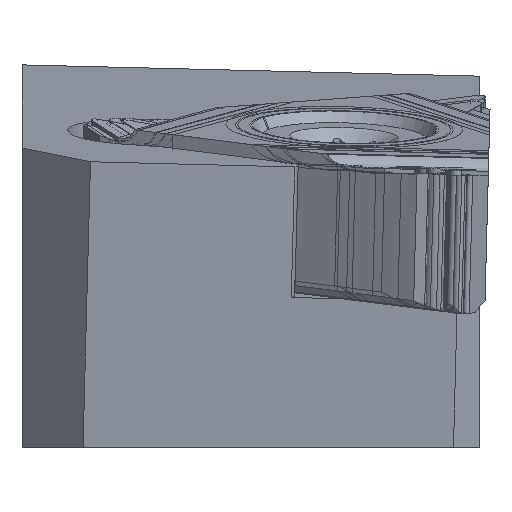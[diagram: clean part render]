
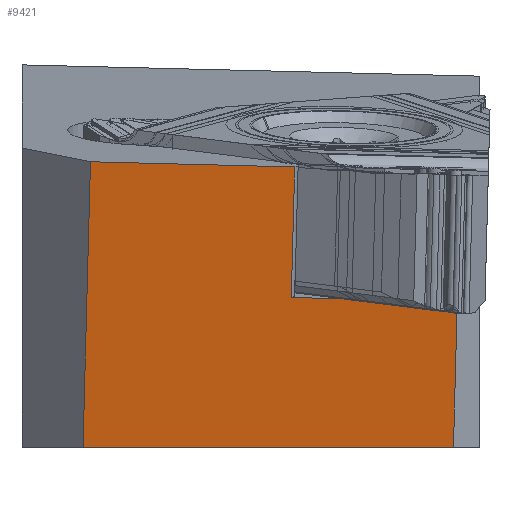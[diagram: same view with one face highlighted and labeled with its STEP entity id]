
A CAD part, left-side view. The second image highlights one B-rep face of the part: STEP entity #9421.
In plain terms, the highlighted planar face has unit normal (-0.985, 0, -0.174).
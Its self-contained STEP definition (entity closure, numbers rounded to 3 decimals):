
#126 = LINE ( 'NONE', #904, #11152 ) ;
#253 = CARTESIAN_POINT ( 'NONE',  ( 1.75, 4.31, -2.727 ) ) ;
#309 = LINE ( 'NONE', #2965, #6898 ) ;
#357 = VECTOR ( 'NONE', #2843, 1000. ) ;
#410 = VERTEX_POINT ( 'NONE', #4966 ) ;
#495 = VECTOR ( 'NONE', #10687, 1000. ) ;
#749 = PLANE ( 'NONE',  #4067 ) ;
#904 = CARTESIAN_POINT ( 'NONE',  ( 1.263, 0.605, 0.035 ) ) ;
#1014 = LINE ( 'NONE', #8210, #357 ) ;
#1655 = LINE ( 'NONE', #9973, #4007 ) ;
#1687 = DIRECTION ( 'NONE',  ( 0.174, 0., -0.985 ) ) ;
#1766 = EDGE_LOOP ( 'NONE', ( #6020, #5798, #9733, #4093, #10259, #8550 ) ) ;
#1834 = VERTEX_POINT ( 'NONE', #3561 ) ;
#2071 = EDGE_CURVE ( 'NONE', #10680, #410, #10164, .T. ) ;
#2078 = DIRECTION ( 'NONE',  ( 0.174, 0.026, -0.984 ) ) ;
#2334 = EDGE_CURVE ( 'NONE', #10680, #1834, #126, .T. ) ;
#2466 = EDGE_CURVE ( 'NONE', #410, #9482, #1014, .T. ) ;
#2722 = DIRECTION ( 'NONE',  ( 0.174, 0.026, -0.984 ) ) ;
#2843 = DIRECTION ( 'NONE',  ( 0.004, -1., -0.025 ) ) ;
#2965 = CARTESIAN_POINT ( 'NONE',  ( 0.783, 0.534, 2.759 ) ) ;
#3440 = VECTOR ( 'NONE', #7387, 1000. ) ;
#3511 = DIRECTION ( 'NONE',  ( 0.985, 0., 0.174 ) ) ;
#3561 = CARTESIAN_POINT ( 'NONE',  ( 1.227, 8.702, 0.241 ) ) ;
#3925 = EDGE_CURVE ( 'NONE', #1834, #5390, #1655, .T. ) ;
#4007 = VECTOR ( 'NONE', #2722, 1000. ) ;
#4067 = AXIS2_PLACEMENT_3D ( 'NONE', #4457, #3511, #1687 ) ;
#4093 = ORIENTED_EDGE ( 'NONE', *, *, #7526, .F. ) ;
#4457 = CARTESIAN_POINT ( 'NONE',  ( 0.783, 0.534, 2.759 ) ) ;
#4642 = CARTESIAN_POINT ( 'NONE',  ( 2.327, 8.866, -6. ) ) ;
#4966 = CARTESIAN_POINT ( 'NONE',  ( 1.75, 4.31, -2.727 ) ) ;
#5390 = VERTEX_POINT ( 'NONE', #4642 ) ;
#5798 = ORIENTED_EDGE ( 'NONE', *, *, #2334, .T. ) ;
#6020 = ORIENTED_EDGE ( 'NONE', *, *, #2071, .F. ) ;
#6332 = FACE_OUTER_BOUND ( 'NONE', #1766, .T. ) ;
#6898 = VECTOR ( 'NONE', #2078, 1000. ) ;
#7299 = CARTESIAN_POINT ( 'NONE',  ( 1.247, 4.236, 0.128 ) ) ;
#7387 = DIRECTION ( 'NONE',  ( 0.174, 0.026, -0.984 ) ) ;
#7526 = EDGE_CURVE ( 'NONE', #9076, #5390, #7857, .T. ) ;
#7857 = LINE ( 'NONE', #11452, #495 ) ;
#8025 = CARTESIAN_POINT ( 'NONE',  ( 2.327, 0.763, -6. ) ) ;
#8210 = CARTESIAN_POINT ( 'NONE',  ( 1.766, 0.68, -2.82 ) ) ;
#8550 = ORIENTED_EDGE ( 'NONE', *, *, #2466, .F. ) ;
#9066 = CARTESIAN_POINT ( 'NONE',  ( 1.766, 0.68, -2.82 ) ) ;
#9076 = VERTEX_POINT ( 'NONE', #8025 ) ;
#9421 = ADVANCED_FACE ( 'NONE', ( #6332 ), #749, .F. ) ;
#9482 = VERTEX_POINT ( 'NONE', #9066 ) ;
#9733 = ORIENTED_EDGE ( 'NONE', *, *, #3925, .T. ) ;
#9973 = CARTESIAN_POINT ( 'NONE',  ( 0.747, 8.631, 2.964 ) ) ;
#10033 = DIRECTION ( 'NONE',  ( -0.004, 1., 0.025 ) ) ;
#10082 = EDGE_CURVE ( 'NONE', #9482, #9076, #309, .T. ) ;
#10164 = LINE ( 'NONE', #253, #3440 ) ;
#10259 = ORIENTED_EDGE ( 'NONE', *, *, #10082, .F. ) ;
#10680 = VERTEX_POINT ( 'NONE', #7299 ) ;
#10687 = DIRECTION ( 'NONE',  ( 0., 1., 0. ) ) ;
#11152 = VECTOR ( 'NONE', #10033, 1000. ) ;
#11452 = CARTESIAN_POINT ( 'NONE',  ( 2.327, 0.6, -6. ) ) ;
